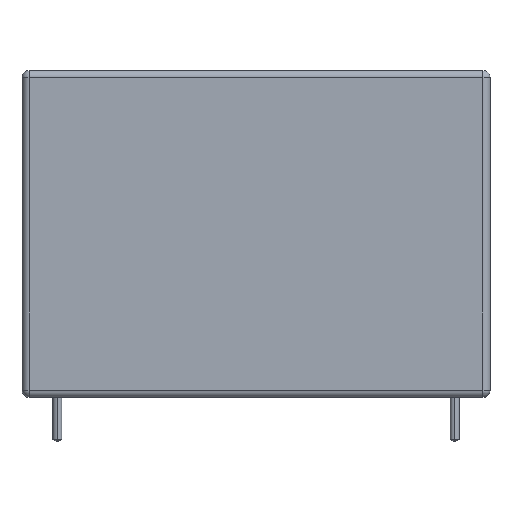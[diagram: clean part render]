
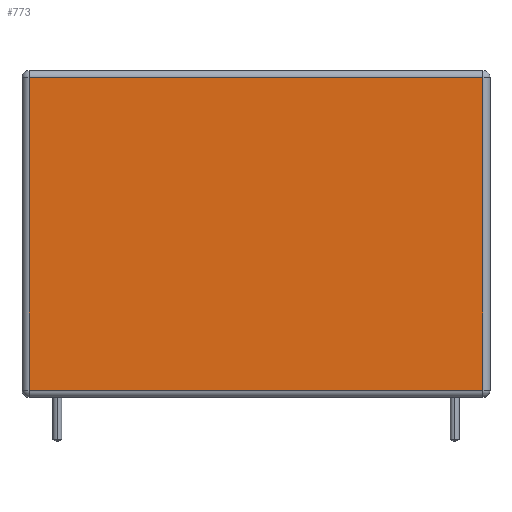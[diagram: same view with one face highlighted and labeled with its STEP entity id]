
A CAD part, top view. The second image highlights one B-rep face of the part: STEP entity #773.
In plain terms, the highlighted planar face has unit normal (0, 0, 1).
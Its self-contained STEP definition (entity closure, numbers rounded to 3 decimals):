
#7 = CARTESIAN_POINT ( 'NONE',  ( 23.735, 18.1, 4.25 ) ) ;
#51 = AXIS2_PLACEMENT_3D ( 'NONE', #811, #129, #919 ) ;
#113 = CARTESIAN_POINT ( 'NONE',  ( 23.735, 0.4, 4.25 ) ) ;
#129 = DIRECTION ( 'NONE',  ( 0., 0., -1. ) ) ;
#155 = VECTOR ( 'NONE', #206, 1000. ) ;
#172 = ORIENTED_EDGE ( 'NONE', *, *, #275, .T. ) ;
#188 = VECTOR ( 'NONE', #324, 1000. ) ;
#206 = DIRECTION ( 'NONE',  ( 0., -1., 0. ) ) ;
#213 = CARTESIAN_POINT ( 'NONE',  ( -2.365, 0.4, 4.25 ) ) ;
#245 = LINE ( 'NONE', #325, #509 ) ;
#249 = EDGE_CURVE ( 'NONE', #1076, #1320, #487, .T. ) ;
#261 = VECTOR ( 'NONE', #1291, 1000. ) ;
#275 = EDGE_CURVE ( 'NONE', #472, #1076, #450, .T. ) ;
#324 = DIRECTION ( 'NONE',  ( 1., 0., 0. ) ) ;
#325 = CARTESIAN_POINT ( 'NONE',  ( 23.735, 18.5, 4.25 ) ) ;
#344 = PLANE ( 'NONE',  #51 ) ;
#362 = CARTESIAN_POINT ( 'NONE',  ( -1.965, 18.1, 4.25 ) ) ;
#450 = LINE ( 'NONE', #890, #155 ) ;
#472 = VERTEX_POINT ( 'NONE', #362 ) ;
#487 = LINE ( 'NONE', #213, #188 ) ;
#491 = CARTESIAN_POINT ( 'NONE',  ( -2.365, 18.1, 4.25 ) ) ;
#509 = VECTOR ( 'NONE', #551, 1000. ) ;
#547 = EDGE_CURVE ( 'NONE', #1355, #472, #556, .T. ) ;
#551 = DIRECTION ( 'NONE',  ( 0., 1., 0. ) ) ;
#556 = LINE ( 'NONE', #491, #261 ) ;
#618 = ORIENTED_EDGE ( 'NONE', *, *, #547, .T. ) ;
#773 = ADVANCED_FACE ( 'NONE', ( #894 ), #344, .F. ) ;
#809 = ORIENTED_EDGE ( 'NONE', *, *, #1266, .T. ) ;
#811 = CARTESIAN_POINT ( 'NONE',  ( -2.365, 18.5, 4.25 ) ) ;
#890 = CARTESIAN_POINT ( 'NONE',  ( -1.965, 18.5, 4.25 ) ) ;
#894 = FACE_OUTER_BOUND ( 'NONE', #1433, .T. ) ;
#919 = DIRECTION ( 'NONE',  ( -1., 0., 0. ) ) ;
#1076 = VERTEX_POINT ( 'NONE', #1427 ) ;
#1092 = ORIENTED_EDGE ( 'NONE', *, *, #249, .T. ) ;
#1266 = EDGE_CURVE ( 'NONE', #1320, #1355, #245, .T. ) ;
#1291 = DIRECTION ( 'NONE',  ( -1., 0., 0. ) ) ;
#1320 = VERTEX_POINT ( 'NONE', #113 ) ;
#1355 = VERTEX_POINT ( 'NONE', #7 ) ;
#1427 = CARTESIAN_POINT ( 'NONE',  ( -1.965, 0.4, 4.25 ) ) ;
#1433 = EDGE_LOOP ( 'NONE', ( #1092, #809, #618, #172 ) ) ;
